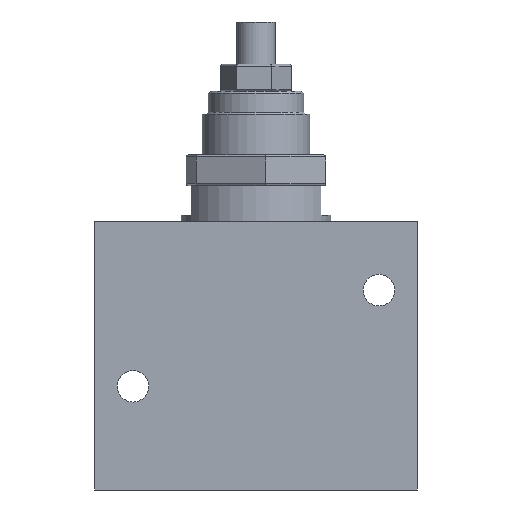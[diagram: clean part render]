
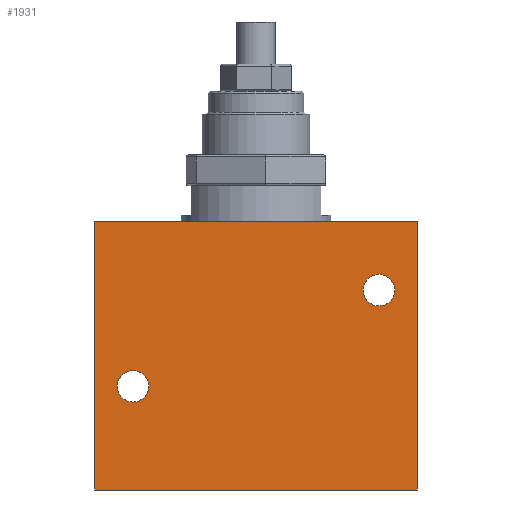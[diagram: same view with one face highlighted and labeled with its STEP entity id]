
A CAD part, front view. The second image highlights one B-rep face of the part: STEP entity #1931.
In plain terms, the highlighted planar face has unit normal (0, -1, 0).
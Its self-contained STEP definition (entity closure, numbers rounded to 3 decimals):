
#75=PLANE('',#2061);
#115=LINE('',#2671,#213);
#119=LINE('',#2680,#217);
#124=LINE('',#2694,#222);
#126=LINE('',#2702,#224);
#213=VECTOR('',#2260,1000.);
#217=VECTOR('',#2266,1000.);
#222=VECTOR('',#2279,1000.);
#224=VECTOR('',#2287,1000.);
#361=ORIENTED_EDGE('',*,*,#673,.T.);
#362=ORIENTED_EDGE('',*,*,#674,.T.);
#363=ORIENTED_EDGE('',*,*,#675,.T.);
#364=ORIENTED_EDGE('',*,*,#664,.T.);
#365=ORIENTED_EDGE('',*,*,#660,.T.);
#366=ORIENTED_EDGE('',*,*,#671,.T.);
#660=EDGE_CURVE('',#822,#823,#115,.T.);
#664=EDGE_CURVE('',#826,#822,#119,.T.);
#671=EDGE_CURVE('',#823,#831,#124,.T.);
#673=EDGE_CURVE('',#832,#832,#934,.T.);
#674=EDGE_CURVE('',#833,#833,#935,.T.);
#675=EDGE_CURVE('',#831,#826,#126,.T.);
#822=VERTEX_POINT('',#2672);
#823=VERTEX_POINT('',#2673);
#826=VERTEX_POINT('',#2681);
#831=VERTEX_POINT('',#2695);
#832=VERTEX_POINT('',#2699);
#833=VERTEX_POINT('',#2701);
#934=CIRCLE('',#2062,2.05);
#935=CIRCLE('',#2063,2.05);
#987=EDGE_LOOP('',(#361));
#988=EDGE_LOOP('',(#362));
#989=EDGE_LOOP('',(#363,#364,#365,#366));
#1123=FACE_BOUND('',#987,.T.);
#1124=FACE_BOUND('',#988,.T.);
#1125=FACE_BOUND('',#989,.T.);
#1931=ADVANCED_FACE('',(#1123,#1124,#1125),#75,.T.);
#2061=AXIS2_PLACEMENT_3D('',#2697,#2281,#2282);
#2062=AXIS2_PLACEMENT_3D('',#2698,#2283,#2284);
#2063=AXIS2_PLACEMENT_3D('',#2700,#2285,#2286);
#2260=DIRECTION('',(0.,0.,1.));
#2266=DIRECTION('',(1.,0.,0.));
#2279=DIRECTION('',(-1.,0.,0.));
#2281=DIRECTION('',(0.,-1.,0.));
#2282=DIRECTION('',(0.,0.,-1.));
#2283=DIRECTION('',(0.,1.,0.));
#2284=DIRECTION('',(0.,0.,-1.));
#2285=DIRECTION('',(0.,1.,0.));
#2286=DIRECTION('',(0.,0.,-1.));
#2287=DIRECTION('',(0.,0.,-1.));
#2671=CARTESIAN_POINT('',(21.,0.,-21.));
#2672=CARTESIAN_POINT('',(21.,0.,-17.5));
#2673=CARTESIAN_POINT('',(21.,0.,17.5));
#2680=CARTESIAN_POINT('',(-17.5,0.,-17.5));
#2681=CARTESIAN_POINT('',(-21.,0.,-17.5));
#2694=CARTESIAN_POINT('',(17.5,0.,17.5));
#2695=CARTESIAN_POINT('',(-21.,0.,17.5));
#2697=CARTESIAN_POINT('',(0.,0.,0.));
#2698=CARTESIAN_POINT('',(-16.,0.,-4.));
#2699=CARTESIAN_POINT('',(-16.,0.,-6.05));
#2700=CARTESIAN_POINT('',(16.,0.,8.5));
#2701=CARTESIAN_POINT('',(16.,0.,6.45));
#2702=CARTESIAN_POINT('',(-21.,0.,21.));
